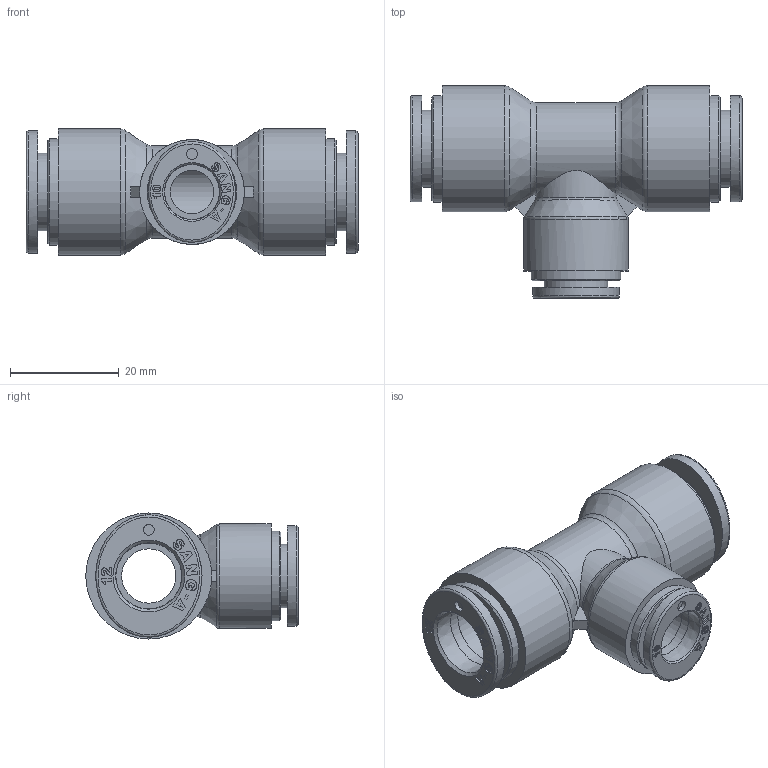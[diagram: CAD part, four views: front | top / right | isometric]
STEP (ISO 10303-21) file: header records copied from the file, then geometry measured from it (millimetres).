
FILE_DESCRIPTION((''),'2;1');
FILE_NAME('CR-PUG 1210.stp','2020-11-11T10:05:52',('Administrator'),(''),'Autodesk Inventor 2013','Autodesk Inventor 2013','');
FILE_SCHEMA(('CONFIG_CONTROL_DESIGN'));
Length unit declared in the file: millimetre
Products named in the file (4): 조립품21; CR-PUG 1210 BODY; CR-SLEEVE 10; CR-SLEEVE 12
Assembly tree (4 placements, depth 2):
  조립품21
    CR-PUG 1210 BODY
    CR-SLEEVE 10
    CR-SLEEVE 12  x2
Bounding box: 61.1 x 39.1 x 23.2 mm (x, y, z)
Volume: 16657.8 mm3; surface area: 10763.3 mm2
Topology: 4 solids, 4 shells, 1136 faces, 3252 edges, 2167 vertices
Faces by surface type: plane 1067, cylinder 38, cone 15, bspline 9, torus 7
Full cylindrical faces by diameter (mm): 2 x3, 8 x1, 10 x1, 10.18 x1, 10.2 x1, 11.7 x1, 12.193 x2, 12.2 x2, 14.2 x2, 16.5 x1, 19.3 x1, 19.6 x2, 23.2 x2
Entity records: 26290 total; most frequent: CARTESIAN_POINT 5148, ORIENTED_EDGE 4406, DIRECTION 3813, EDGE_CURVE 2203, VECTOR 2083, LINE 2083, VERTEX_POINT 1482, AXIS2_PLACEMENT_3D 865
